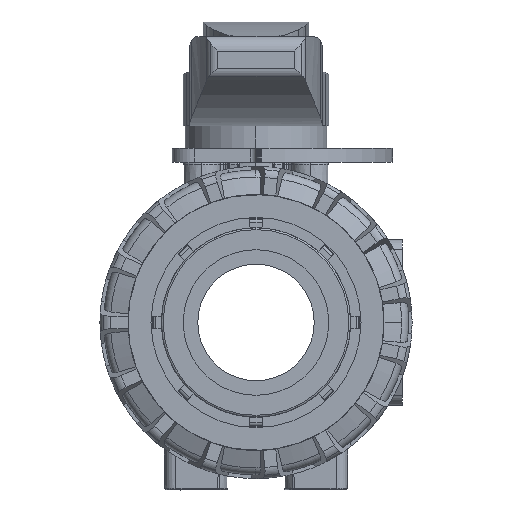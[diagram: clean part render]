
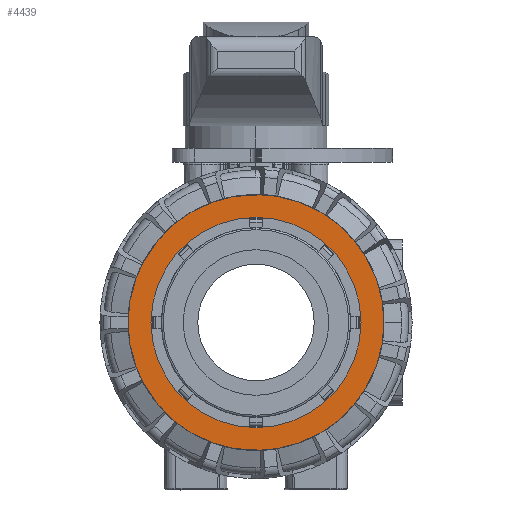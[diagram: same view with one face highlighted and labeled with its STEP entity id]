
A CAD part, left-side view. The second image highlights one B-rep face of the part: STEP entity #4439.
In plain terms, the highlighted planar face has unit normal (-1, 0, 0).
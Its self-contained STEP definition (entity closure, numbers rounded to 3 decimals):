
#4439=ADVANCED_FACE('',(#9425,#9426),#9427,.T.);
#9425=FACE_OUTER_BOUND('',#27904,.T.);
#9426=FACE_BOUND('',#27905,.T.);
#9427=PLANE('',#27906);
#27904=EDGE_LOOP('',(#40508,#40509));
#27905=EDGE_LOOP('',(#40510,#40511));
#27906=AXIS2_PLACEMENT_3D('',#40512,#40513,#40514);
#40508=ORIENTED_EDGE('',*,*,#49253,.T.);
#40509=ORIENTED_EDGE('',*,*,#50433,.T.);
#40510=ORIENTED_EDGE('',*,*,#50384,.T.);
#40511=ORIENTED_EDGE('',*,*,#49258,.T.);
#40512=CARTESIAN_POINT('',(-58.5,191.672,-0.163));
#40513=DIRECTION('',(-1.0,0.0,0.0));
#40514=DIRECTION('',(0.0,0.0,1.0));
#49253=EDGE_CURVE('',#57178,#57242,#57244,.T.);
#49258=EDGE_CURVE('',#57247,#57251,#57253,.T.);
#50384=EDGE_CURVE('',#57251,#57247,#58958,.T.);
#50433=EDGE_CURVE('',#57242,#57178,#59010,.T.);
#57178=VERTEX_POINT('',#74866);
#57242=VERTEX_POINT('',#74931);
#57244=CIRCLE('',#74934,35.15);
#57247=VERTEX_POINT('',#74937);
#57251=VERTEX_POINT('',#74942);
#57253=CIRCLE('',#74945,28.85);
#58958=CIRCLE('',#78218,28.85);
#59010=CIRCLE('',#78349,35.15);
#74866=CARTESIAN_POINT('',(-58.5,156.522,-0.163));
#74931=CARTESIAN_POINT('',(-58.5,226.822,-0.163));
#74934=AXIS2_PLACEMENT_3D('',#89230,#89231,#89232);
#74937=CARTESIAN_POINT('',(-58.5,191.672,-29.013));
#74942=CARTESIAN_POINT('',(-58.5,191.672,28.687));
#74945=AXIS2_PLACEMENT_3D('',#89238,#89239,#89240);
#78218=AXIS2_PLACEMENT_3D('',#90821,#90822,#90823);
#78349=AXIS2_PLACEMENT_3D('',#90849,#90850,#90851);
#89230=CARTESIAN_POINT('',(-58.5,191.672,-0.163));
#89231=DIRECTION('',(-1.0,0.0,0.0));
#89232=DIRECTION('',(0.0,0.0,1.0));
#89238=CARTESIAN_POINT('',(-58.5,191.672,-0.163));
#89239=DIRECTION('',(1.0,0.0,0.0));
#89240=DIRECTION('',(0.0,0.0,-1.0));
#90821=CARTESIAN_POINT('',(-58.5,191.672,-0.163));
#90822=DIRECTION('',(1.0,0.0,0.0));
#90823=DIRECTION('',(0.0,0.0,-1.0));
#90849=CARTESIAN_POINT('',(-58.5,191.672,-0.163));
#90850=DIRECTION('',(-1.0,0.0,0.0));
#90851=DIRECTION('',(0.0,0.0,1.0));
